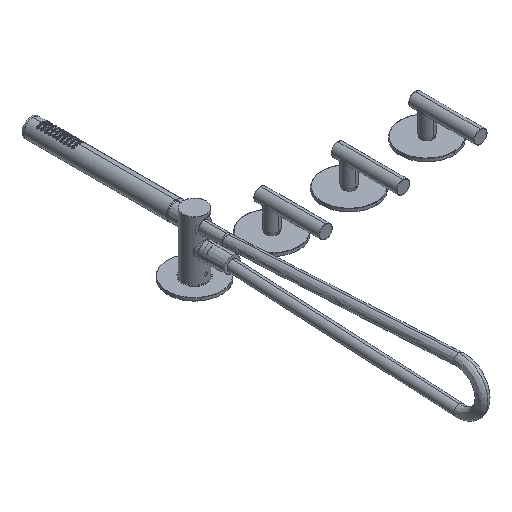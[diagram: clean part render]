
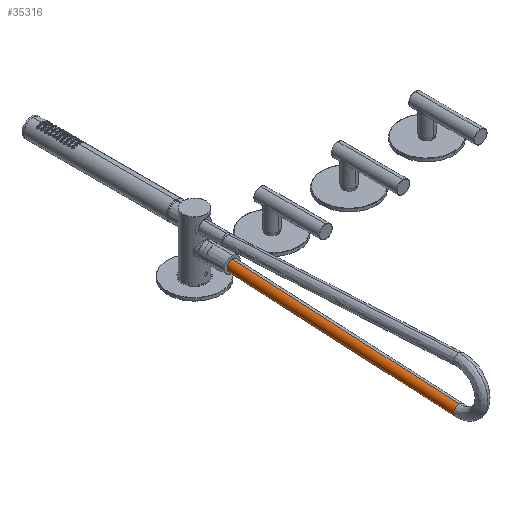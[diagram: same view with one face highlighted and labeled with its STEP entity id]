
A CAD part, isometric view. The second image highlights one B-rep face of the part: STEP entity #35316.
In plain terms, the highlighted free-form (B-spline) face has degree [3, 1] with [4, 2] control points.
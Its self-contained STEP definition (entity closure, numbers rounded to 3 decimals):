
#356 = CARTESIAN_POINT ( 'NONE',  ( 0., -21.65, 6.578 ) ) ;
#3484 = CARTESIAN_POINT ( 'NONE',  ( 0., -315.2, -15.722 ) ) ;
#10388 = CARTESIAN_POINT ( 'NONE',  ( 0., -315.2, -22.638 ) ) ;
#10504 = VERTEX_POINT ( 'NONE', #18586 ) ;
#10583 = CARTESIAN_POINT ( 'NONE',  ( 0., -315.2, -22.638 ) ) ;
#12449 = VERTEX_POINT ( 'NONE', #17912 ) ;
#14810 = CARTESIAN_POINT ( 'NONE',  ( -13.832, -15.2, 6.916 ) ) ;
#17379 = CARTESIAN_POINT ( 'NONE',  ( 0., -21.65, -7.254 ) ) ;
#17912 = CARTESIAN_POINT ( 'NONE',  ( 0., -315.2, -22.638 ) ) ;
#18132 = VERTEX_POINT ( 'NONE', #30987 ) ;
#18586 = CARTESIAN_POINT ( 'NONE',  ( 0., -21.65, -7.254 ) ) ;
#19192 = CARTESIAN_POINT ( 'NONE',  ( 0., -315.2, -8.806 ) ) ;
#19643 = ORIENTED_EDGE ( 'NONE', *, *, #23669, .T. ) ;
#21364 = DIRECTION ( 'NONE',  ( 0., -1., 0. ) ) ;
#21721 = CARTESIAN_POINT ( 'NONE',  ( 0., -21.65, 6.578 ) ) ;
#22785 = CARTESIAN_POINT ( 'NONE',  ( 0., -315.2, -8.806 ) ) ;
#23669 = EDGE_CURVE ( 'NONE', #23927, #18132, #54556, .T. ) ;
#23927 = VERTEX_POINT ( 'NONE', #22785 ) ;
#25697 =( BOUNDED_CURVE ( )  B_SPLINE_CURVE ( 3, ( #21721, #39566, #57459, #17379 ),
 .UNSPECIFIED., .F., .T. ) 
 B_SPLINE_CURVE_WITH_KNOTS ( ( 4, 4 ),
 ( 0.022, 0.044 ),
 .UNSPECIFIED. ) 
 CURVE ( )  GEOMETRIC_REPRESENTATION_ITEM ( )  RATIONAL_B_SPLINE_CURVE ( ( 1., 0.333, 0.333, 1. ) ) 
 REPRESENTATION_ITEM ( '' )  );
#27289 = AXIS2_PLACEMENT_3D ( 'NONE', #3484, #21364, #39194 ) ;
#28038 = ORIENTED_EDGE ( 'NONE', *, *, #38515, .F. ) ;
#28223 = CARTESIAN_POINT ( 'NONE',  ( 0., -15.2, -6.916 ) ) ;
#28416 = CARTESIAN_POINT ( 'NONE',  ( 0., -21.65, -7.254 ) ) ;
#30119 =( BOUNDED_SURFACE ( )  B_SPLINE_SURFACE ( 3, 1, ( 
 ( #19192, #36996 ),
 ( #54888, #14810 ),
 ( #32609, #50485 ),
 ( #10388, #28223 ) ),
 .UNSPECIFIED., .F., .F., .F. ) 
 B_SPLINE_SURFACE_WITH_KNOTS ( ( 4, 4 ),
 ( 2, 2 ),
 ( 0.5, 1. ),
 ( 0., 1. ),
 .UNSPECIFIED. ) 
 GEOMETRIC_REPRESENTATION_ITEM ( )  RATIONAL_B_SPLINE_SURFACE ( (
 ( 1., 1.),
 ( 0.333, 0.333),
 ( 0.333, 0.333),
 ( 1., 1.) ) ) 
 REPRESENTATION_ITEM ( '' )  SURFACE ( )  );
#30987 = CARTESIAN_POINT ( 'NONE',  ( 0., -21.65, 6.578 ) ) ;
#32609 = CARTESIAN_POINT ( 'NONE',  ( -13.832, -315.2, -22.638 ) ) ;
#35316 = ADVANCED_FACE ( 'NONE', ( #41386 ), #30119, .F. ) ;
#36996 = CARTESIAN_POINT ( 'NONE',  ( 0., -15.2, 6.916 ) ) ;
#38515 = EDGE_CURVE ( 'NONE', #12449, #10504, #51746, .T. ) ;
#39194 = DIRECTION ( 'NONE',  ( 0., 0., -1. ) ) ;
#39566 = CARTESIAN_POINT ( 'NONE',  ( -13.832, -21.65, 6.578 ) ) ;
#39642 = ORIENTED_EDGE ( 'NONE', *, *, #47754, .T. ) ;
#40115 = EDGE_CURVE ( 'NONE', #23927, #12449, #52546, .T. ) ;
#40470 = CARTESIAN_POINT ( 'NONE',  ( 0., -315.2, -8.806 ) ) ;
#41386 = FACE_OUTER_BOUND ( 'NONE', #49281, .T. ) ;
#47754 = EDGE_CURVE ( 'NONE', #18132, #10504, #25697, .T. ) ;
#49281 = EDGE_LOOP ( 'NONE', ( #57174, #19643, #39642, #28038 ) ) ;
#50485 = CARTESIAN_POINT ( 'NONE',  ( -13.832, -15.2, -6.916 ) ) ;
#51746 = B_SPLINE_CURVE_WITH_KNOTS ( 'NONE', 1,
 ( #10583, #28416 ),
 .UNSPECIFIED., .F., .F.,
 ( 2, 2 ),
 ( 0., 0.979 ),
 .UNSPECIFIED. ) ;
#52546 = CIRCLE ( 'NONE', #27289, 6.916 ) ;
#54556 = B_SPLINE_CURVE_WITH_KNOTS ( 'NONE', 1,
 ( #40470, #356 ),
 .UNSPECIFIED., .F., .F.,
 ( 2, 2 ),
 ( 0., 0.979 ),
 .UNSPECIFIED. ) ;
#54888 = CARTESIAN_POINT ( 'NONE',  ( -13.832, -315.2, -8.806 ) ) ;
#57174 = ORIENTED_EDGE ( 'NONE', *, *, #40115, .F. ) ;
#57459 = CARTESIAN_POINT ( 'NONE',  ( -13.832, -21.65, -7.254 ) ) ;
